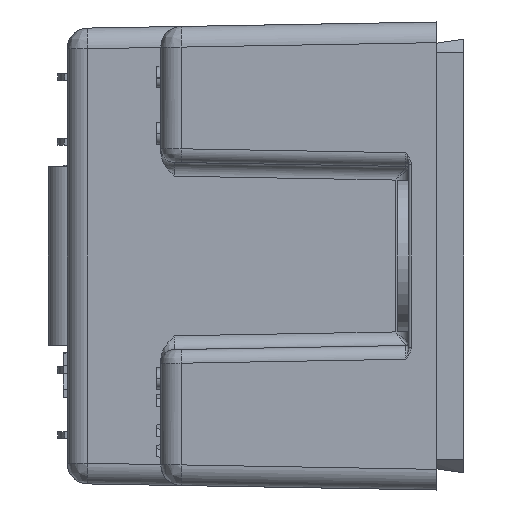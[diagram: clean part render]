
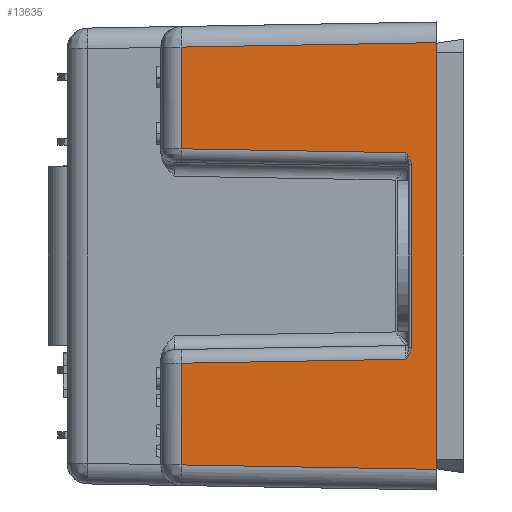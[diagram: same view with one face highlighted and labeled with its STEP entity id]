
A CAD part, left-side view. The second image highlights one B-rep face of the part: STEP entity #13635.
In plain terms, the highlighted planar face has unit normal (1, -0.018, 0).
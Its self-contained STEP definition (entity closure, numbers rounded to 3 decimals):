
#12383 = EDGE_CURVE ( 'NONE', #12412, #12413, #21170, .T. ) ;
#12412 = VERTEX_POINT ( 'NONE', #21287 ) ;
#12413 = VERTEX_POINT ( 'NONE', #21282 ) ;
#12520 = EDGE_CURVE ( 'NONE', #12412, #12525, #21532, .T. ) ;
#12525 = VERTEX_POINT ( 'NONE', #21621 ) ;
#13564 = ORIENTED_EDGE ( 'NONE', *, *, #13623, .F. ) ;
#13565 = EDGE_CURVE ( 'NONE', #13575, #12413, #25291, .T. ) ;
#13575 = VERTEX_POINT ( 'NONE', #25335 ) ;
#13620 = EDGE_CURVE ( 'NONE', #13640, #13575, #25431, .T. ) ;
#13621 = ORIENTED_EDGE ( 'NONE', *, *, #13565, .F. ) ;
#13622 = VERTEX_POINT ( 'NONE', #25429 ) ;
#13623 = EDGE_CURVE ( 'NONE', #13644, #13640, #25426, .T. ) ;
#13625 = EDGE_CURVE ( 'NONE', #13622, #13644, #25483, .T. ) ;
#13626 = ORIENTED_EDGE ( 'NONE', *, *, #13625, .F. ) ;
#13627 = EDGE_CURVE ( 'NONE', #13630, #13622, #25435, .T. ) ;
#13628 = ORIENTED_EDGE ( 'NONE', *, *, #13627, .F. ) ;
#13629 = EDGE_CURVE ( 'NONE', #13649, #13630, #25480, .T. ) ;
#13630 = VERTEX_POINT ( 'NONE', #25464 ) ;
#13635 = ADVANCED_FACE ( 'NONE', ( #25424 ), #25465, .F. ) ;
#13636 = ORIENTED_EDGE ( 'NONE', *, *, #13638, .F. ) ;
#13637 = ORIENTED_EDGE ( 'NONE', *, *, #13639, .F. ) ;
#13638 = EDGE_CURVE ( 'NONE', #12525, #13645, #25459, .T. ) ;
#13639 = EDGE_CURVE ( 'NONE', #13645, #13649, #25505, .T. ) ;
#13640 = VERTEX_POINT ( 'NONE', #25517 ) ;
#13641 = ORIENTED_EDGE ( 'NONE', *, *, #13620, .F. ) ;
#13642 = ORIENTED_EDGE ( 'NONE', *, *, #12383, .T. ) ;
#13643 = ORIENTED_EDGE ( 'NONE', *, *, #12520, .F. ) ;
#13644 = VERTEX_POINT ( 'NONE', #25513 ) ;
#13645 = VERTEX_POINT ( 'NONE', #25514 ) ;
#13646 = EDGE_LOOP ( 'NONE', ( #13637, #13636, #13643, #13642, #13621, #13641, #13564, #13626, #13628, #13648 ) ) ;
#13648 = ORIENTED_EDGE ( 'NONE', *, *, #13629, .F. ) ;
#13649 = VERTEX_POINT ( 'NONE', #25484 ) ;
#21170 = LINE ( 'NONE', #21201, #21209 ) ;
#21201 = CARTESIAN_POINT ( 'NONE',  ( -47., 2., 0. ) ) ;
#21208 = DIRECTION ( 'NONE',  ( 0., 0., -1. ) ) ;
#21209 = VECTOR ( 'NONE', #21208, 1000. ) ;
#21282 = CARTESIAN_POINT ( 'NONE',  ( -47., 2., -15.5 ) ) ;
#21287 = CARTESIAN_POINT ( 'NONE',  ( -47., 2., 15.5 ) ) ;
#21532 = LINE ( 'NONE', #21625, #21624 ) ;
#21621 = CARTESIAN_POINT ( 'NONE',  ( -46.677, 20.526, 15.177 ) ) ;
#21623 = DIRECTION ( 'NONE',  ( 0.017, 1., -0.017 ) ) ;
#21624 = VECTOR ( 'NONE', #21623, 1000. ) ;
#21625 = CARTESIAN_POINT ( 'NONE',  ( -46.839, 11.202, 15.34 ) ) ;
#25286 = DIRECTION ( 'NONE',  ( -0.017, -1., -0.017 ) ) ;
#25287 = VECTOR ( 'NONE', #25286, 1000. ) ;
#25290 = CARTESIAN_POINT ( 'NONE',  ( -46.839, 11.202, -15.34 ) ) ;
#25291 = LINE ( 'NONE', #25290, #25287 ) ;
#25335 = CARTESIAN_POINT ( 'NONE',  ( -46.677, 20.526, -15.177 ) ) ;
#25421 = DIRECTION ( 'NONE',  ( 0.017, 1., -0.017 ) ) ;
#25422 = VECTOR ( 'NONE', #25421, 1000. ) ;
#25424 = FACE_OUTER_BOUND ( 'NONE', #13646, .T. ) ;
#25425 = CARTESIAN_POINT ( 'NONE',  ( -46.964, 4.09, -7.501 ) ) ;
#25426 = LINE ( 'NONE', #25425, #25422 ) ;
#25427 = DIRECTION ( 'NONE',  ( 0., 0., -1. ) ) ;
#25428 = VECTOR ( 'NONE', #25427, 1000. ) ;
#25429 = CARTESIAN_POINT ( 'NONE',  ( -46.969, 3.803, -6.615 ) ) ;
#25431 = LINE ( 'NONE', #25432, #25428 ) ;
#25432 = CARTESIAN_POINT ( 'NONE',  ( -46.677, 20.526, 0. ) ) ;
#25435 = LINE ( 'NONE', #25479, #25478 ) ;
#25449 = CARTESIAN_POINT ( 'NONE',  ( -46.968, 3.817, 6.78 ) ) ;
#25450 = CARTESIAN_POINT ( 'NONE',  ( -46.968, 3.852, 6.899 ) ) ;
#25451 = CARTESIAN_POINT ( 'NONE',  ( -46.967, 3.866, 6.938 ) ) ;
#25452 = CARTESIAN_POINT ( 'NONE',  ( -46.967, 3.897, 7.015 ) ) ;
#25453 = CARTESIAN_POINT ( 'NONE',  ( -46.967, 3.914, 7.052 ) ) ;
#25454 = CARTESIAN_POINT ( 'NONE',  ( -46.966, 3.97, 7.161 ) ) ;
#25455 = CARTESIAN_POINT ( 'NONE',  ( -46.965, 4.012, 7.231 ) ) ;
#25456 = AXIS2_PLACEMENT_3D ( 'NONE', #25460, #25512, #25511 ) ;
#25458 = CARTESIAN_POINT ( 'NONE',  ( -46.677, 20.526, 0. ) ) ;
#25459 = LINE ( 'NONE', #25458, #25507 ) ;
#25460 = CARTESIAN_POINT ( 'NONE',  ( -47., 2., 15.686 ) ) ;
#25461 = CARTESIAN_POINT ( 'NONE',  ( -46.963, 4.102, 7.369 ) ) ;
#25462 = CARTESIAN_POINT ( 'NONE',  ( -46.962, 4.149, 7.436 ) ) ;
#25463 = CARTESIAN_POINT ( 'NONE',  ( -46.962, 4.197, 7.503 ) ) ;
#25464 = CARTESIAN_POINT ( 'NONE',  ( -46.969, 3.803, 6.615 ) ) ;
#25465 = PLANE ( 'NONE',  #25456 ) ;
#25466 = CARTESIAN_POINT ( 'NONE',  ( -46.962, 4.197, -7.503 ) ) ;
#25467 = CARTESIAN_POINT ( 'NONE',  ( -46.962, 4.149, -7.436 ) ) ;
#25468 = CARTESIAN_POINT ( 'NONE',  ( -46.963, 4.102, -7.369 ) ) ;
#25469 = CARTESIAN_POINT ( 'NONE',  ( -46.965, 4.012, -7.231 ) ) ;
#25470 = CARTESIAN_POINT ( 'NONE',  ( -46.966, 3.97, -7.161 ) ) ;
#25471 = CARTESIAN_POINT ( 'NONE',  ( -46.967, 3.914, -7.052 ) ) ;
#25472 = CARTESIAN_POINT ( 'NONE',  ( -46.967, 3.897, -7.015 ) ) ;
#25473 = CARTESIAN_POINT ( 'NONE',  ( -46.967, 3.866, -6.938 ) ) ;
#25474 = CARTESIAN_POINT ( 'NONE',  ( -46.968, 3.852, -6.899 ) ) ;
#25475 = CARTESIAN_POINT ( 'NONE',  ( -46.968, 3.817, -6.78 ) ) ;
#25477 = DIRECTION ( 'NONE',  ( 0., 0., -1. ) ) ;
#25478 = VECTOR ( 'NONE', #25477, 1000. ) ;
#25479 = CARTESIAN_POINT ( 'NONE',  ( -46.969, 3.803, 0. ) ) ;
#25480 = B_SPLINE_CURVE_WITH_KNOTS ( 'NONE', 3,
 ( #25463, #25462, #25461, #25455, #25454, #25453, #25452, #25451, #25450, #25449, #25519, #25518 ),
 .UNSPECIFIED., .F., .F.,
 ( 4, 2, 2, 2, 2, 4 ),
 ( 0., 0.25, 0.5, 0.625, 0.75, 1. ),
 .UNSPECIFIED. ) ;
#25481 = CARTESIAN_POINT ( 'NONE',  ( -46.969, 3.803, -6.699 ) ) ;
#25482 = CARTESIAN_POINT ( 'NONE',  ( -46.969, 3.803, -6.615 ) ) ;
#25483 = B_SPLINE_CURVE_WITH_KNOTS ( 'NONE', 3,
 ( #25482, #25481, #25475, #25474, #25473, #25472, #25471, #25470, #25469, #25468, #25467, #25466 ),
 .UNSPECIFIED., .F., .F.,
 ( 4, 2, 2, 2, 2, 4 ),
 ( 0., 0.25, 0.375, 0.5, 0.75, 1. ),
 .UNSPECIFIED. ) ;
#25484 = CARTESIAN_POINT ( 'NONE',  ( -46.962, 4.197, 7.503 ) ) ;
#25501 = DIRECTION ( 'NONE',  ( -0.017, -1., -0.017 ) ) ;
#25502 = VECTOR ( 'NONE', #25501, 1000. ) ;
#25503 = CARTESIAN_POINT ( 'NONE',  ( -46.677, 20.526, 7.788 ) ) ;
#25505 = LINE ( 'NONE', #25503, #25502 ) ;
#25506 = DIRECTION ( 'NONE',  ( 0., 0., -1. ) ) ;
#25507 = VECTOR ( 'NONE', #25506, 1000. ) ;
#25511 = DIRECTION ( 'NONE',  ( 0.017, 1., 0. ) ) ;
#25512 = DIRECTION ( 'NONE',  ( -1., 0.017, 0. ) ) ;
#25513 = CARTESIAN_POINT ( 'NONE',  ( -46.962, 4.197, -7.503 ) ) ;
#25514 = CARTESIAN_POINT ( 'NONE',  ( -46.677, 20.526, 7.788 ) ) ;
#25517 = CARTESIAN_POINT ( 'NONE',  ( -46.677, 20.526, -7.788 ) ) ;
#25518 = CARTESIAN_POINT ( 'NONE',  ( -46.969, 3.803, 6.615 ) ) ;
#25519 = CARTESIAN_POINT ( 'NONE',  ( -46.969, 3.803, 6.699 ) ) ;
